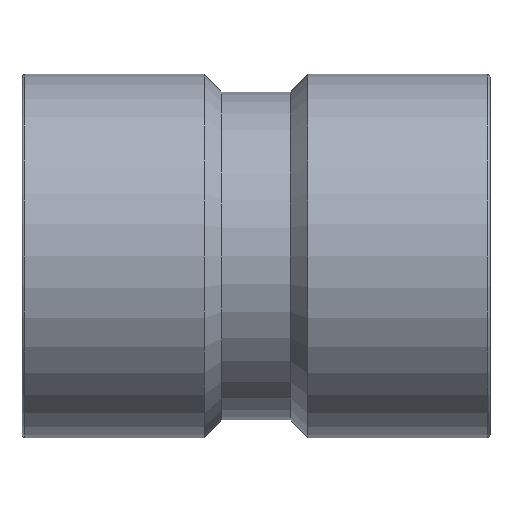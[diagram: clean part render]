
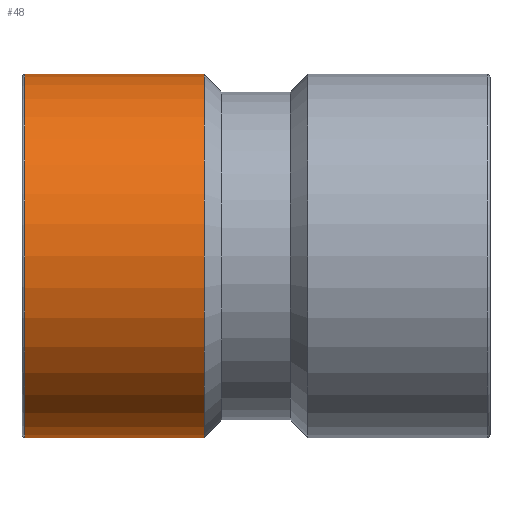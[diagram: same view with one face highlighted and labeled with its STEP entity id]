
A CAD part, front view. The second image highlights one B-rep face of the part: STEP entity #48.
In plain terms, the highlighted cylindrical face has radius 222 mm (diameter 444 mm), a full revolution.
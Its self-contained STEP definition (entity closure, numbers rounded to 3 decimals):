
#48=ADVANCED_FACE('',(#105,#106),#107,.T.);
#105=FACE_OUTER_BOUND('',#176,.T.);
#106=FACE_OUTER_BOUND('',#177,.T.);
#107=CYLINDRICAL_SURFACE('',#178,222.);
#176=EDGE_LOOP('',(#249));
#177=EDGE_LOOP('',(#250));
#178=AXIS2_PLACEMENT_3D('',#251,#252,#253);
#249=ORIENTED_EDGE('',*,*,#332,.T.);
#250=ORIENTED_EDGE('',*,*,#321,.F.);
#251=CARTESIAN_POINT('',(572.,0.,0.));
#252=DIRECTION('',(-1.,0.,0.));
#253=DIRECTION('',(0.,0.,-1.));
#321=EDGE_CURVE('',#353,#353,#354,.T.);
#332=EDGE_CURVE('',#371,#371,#372,.T.);
#353=VERTEX_POINT('',#401);
#354=CIRCLE('',#402,222.);
#371=VERTEX_POINT('',#419);
#372=CIRCLE('',#420,222.);
#401=CARTESIAN_POINT('',(222.48,0.,-222.));
#402=AXIS2_PLACEMENT_3D('',#448,#449,#450);
#419=CARTESIAN_POINT('',(3.3,0.,-222.));
#420=AXIS2_PLACEMENT_3D('',#469,#470,#471);
#448=CARTESIAN_POINT('',(222.48,0.,0.));
#449=DIRECTION('',(1.,0.,0.));
#450=DIRECTION('',(0.,0.,-1.));
#469=CARTESIAN_POINT('',(3.3,0.,0.));
#470=DIRECTION('',(1.,0.,0.));
#471=DIRECTION('',(0.,0.,-1.));
